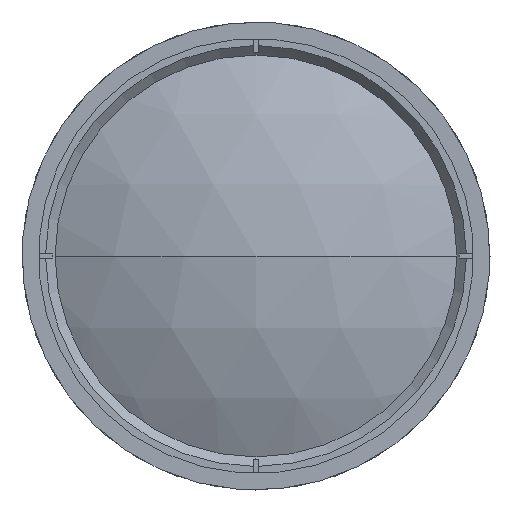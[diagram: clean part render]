
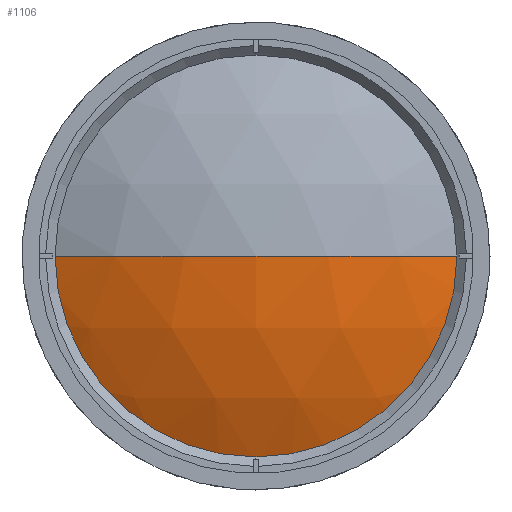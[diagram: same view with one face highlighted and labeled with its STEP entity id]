
A CAD part, left-side view. The second image highlights one B-rep face of the part: STEP entity #1106.
In plain terms, the highlighted spherical face has radius 96.378 mm.
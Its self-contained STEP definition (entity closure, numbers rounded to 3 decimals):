
#53 = CARTESIAN_POINT ( 'NONE',  ( 52.089, 0., 0. ) ) ;
#91 = ORIENTED_EDGE ( 'NONE', *, *, #1967, .F. ) ;
#266 = DIRECTION ( 'NONE',  ( -1., 0., 0. ) ) ;
#273 = AXIS2_PLACEMENT_3D ( 'NONE', #331, #2049, #566 ) ;
#331 = CARTESIAN_POINT ( 'NONE',  ( 52.089, 0., 0. ) ) ;
#451 = EDGE_LOOP ( 'NONE', ( #1816, #2178, #91 ) ) ;
#536 = CARTESIAN_POINT ( 'NONE',  ( -33.659, -44., 0. ) ) ;
#566 = DIRECTION ( 'NONE',  ( 1., 0., 0. ) ) ;
#699 = SPHERICAL_SURFACE ( 'NONE', #1087, 96.378 ) ;
#756 = DIRECTION ( 'NONE',  ( 0., 0., 1. ) ) ;
#907 = EDGE_CURVE ( 'NONE', #1923, #2307, #1019, .T. ) ;
#910 = CARTESIAN_POINT ( 'NONE',  ( 52.089, 0., 0. ) ) ;
#1019 = CIRCLE ( 'NONE', #1097, 44. ) ;
#1083 = DIRECTION ( 'NONE',  ( 0., 0., -1. ) ) ;
#1087 = AXIS2_PLACEMENT_3D ( 'NONE', #53, #1083, #1348 ) ;
#1097 = AXIS2_PLACEMENT_3D ( 'NONE', #2527, #266, #756 ) ;
#1106 = ADVANCED_FACE ( 'NONE', ( #2572 ), #699, .T. ) ;
#1167 = DIRECTION ( 'NONE',  ( 0., 1., 0. ) ) ;
#1226 = VERTEX_POINT ( 'NONE', #1590 ) ;
#1348 = DIRECTION ( 'NONE',  ( 0., 1., 0. ) ) ;
#1483 = AXIS2_PLACEMENT_3D ( 'NONE', #910, #2680, #1167 ) ;
#1590 = CARTESIAN_POINT ( 'NONE',  ( -44.289, 0., 0. ) ) ;
#1816 = ORIENTED_EDGE ( 'NONE', *, *, #907, .T. ) ;
#1923 = VERTEX_POINT ( 'NONE', #2279 ) ;
#1967 = EDGE_CURVE ( 'NONE', #1923, #1226, #2861, .T. ) ;
#2049 = DIRECTION ( 'NONE',  ( 0., 0., 1. ) ) ;
#2178 = ORIENTED_EDGE ( 'NONE', *, *, #2946, .T. ) ;
#2279 = CARTESIAN_POINT ( 'NONE',  ( -33.659, 44., 0. ) ) ;
#2307 = VERTEX_POINT ( 'NONE', #536 ) ;
#2358 = CIRCLE ( 'NONE', #1483, 96.378 ) ;
#2527 = CARTESIAN_POINT ( 'NONE',  ( -33.659, 0., 0. ) ) ;
#2572 = FACE_OUTER_BOUND ( 'NONE', #451, .T. ) ;
#2680 = DIRECTION ( 'NONE',  ( 0., 0., -1. ) ) ;
#2861 = CIRCLE ( 'NONE', #273, 96.378 ) ;
#2946 = EDGE_CURVE ( 'NONE', #2307, #1226, #2358, .T. ) ;
